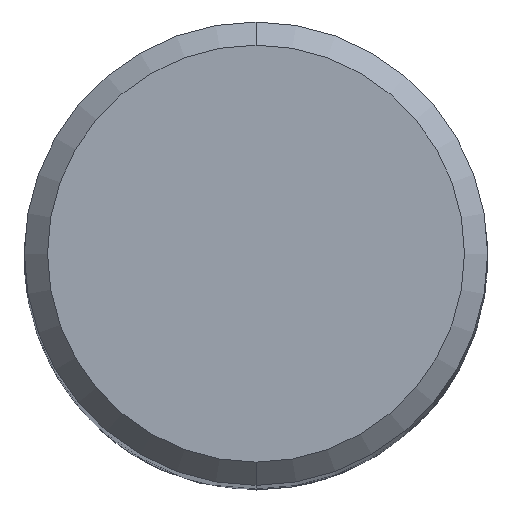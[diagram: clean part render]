
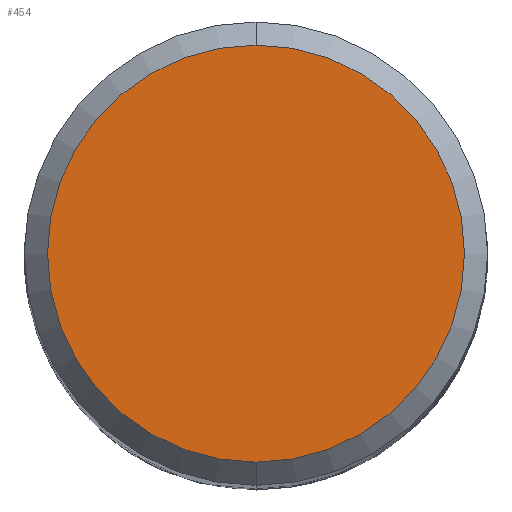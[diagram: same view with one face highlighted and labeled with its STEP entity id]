
A CAD part, top view. The second image highlights one B-rep face of the part: STEP entity #454.
In plain terms, the highlighted planar face has unit normal (0, 0, 1).
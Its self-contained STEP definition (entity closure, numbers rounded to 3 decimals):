
#454=ADVANCED_FACE('',(#1296),#1297,.T.);
#468=EDGE_CURVE('',#540,#500,#1312,.T.);
#500=VERTEX_POINT('',#1347);
#540=VERTEX_POINT('',#1390);
#944=EDGE_CURVE('',#500,#540,#1834,.T.);
#1296=FACE_OUTER_BOUND('',#2215,.T.);
#1297=PLANE('',#2216);
#1312=CIRCLE('',#2523,4.5);
#1347=CARTESIAN_POINT('',(0.,-4.5,0.0));
#1390=CARTESIAN_POINT('',(0.0,4.5,0.0));
#1834=CIRCLE('',#5809,4.5);
#2215=EDGE_LOOP('',(#8096,#8097));
#2216=AXIS2_PLACEMENT_3D('',#8098,#8099,#8100);
#2523=AXIS2_PLACEMENT_3D('',#8109,#8110,#8111);
#5809=AXIS2_PLACEMENT_3D('',#8718,#8719,#8720);
#8096=ORIENTED_EDGE('',*,*,#468,.F.);
#8097=ORIENTED_EDGE('',*,*,#944,.F.);
#8098=CARTESIAN_POINT('',(0.0,2.25,0.0));
#8099=DIRECTION('',(-0.0,0.0,1.0));
#8100=DIRECTION('',(0.0,-1.0,0.0));
#8109=CARTESIAN_POINT('',(0.0,0.0,0.0));
#8110=DIRECTION('',(0.0,0.0,-1.0));
#8111=DIRECTION('',(0.0,1.0,0.0));
#8718=CARTESIAN_POINT('',(0.0,0.0,0.0));
#8719=DIRECTION('',(0.0,0.0,-1.0));
#8720=DIRECTION('',(0.0,1.0,0.0));
